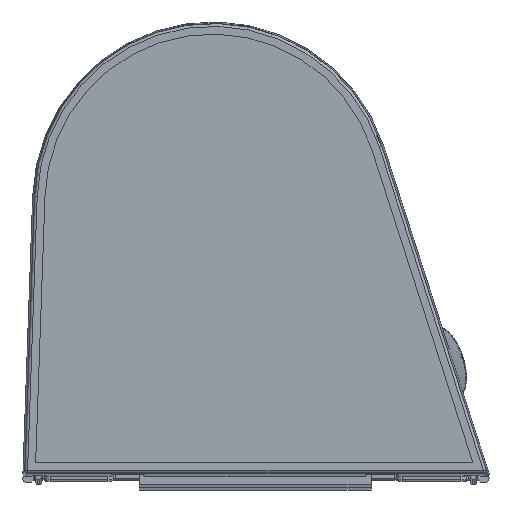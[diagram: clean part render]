
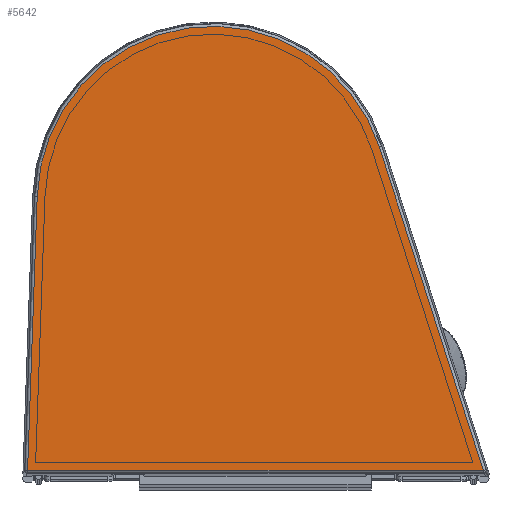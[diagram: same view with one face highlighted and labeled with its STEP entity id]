
A CAD part, top view. The second image highlights one B-rep face of the part: STEP entity #5642.
In plain terms, the highlighted face is planar.
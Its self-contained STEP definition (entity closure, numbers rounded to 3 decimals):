
#893 = EDGE_LOOP ( 'NONE', ( #5675, #15101, #12092, #4032 ) ) ;
#1050 = AXIS2_PLACEMENT_3D ( 'NONE', #1415, #9449, #1760 ) ;
#1054 = VERTEX_POINT ( 'NONE', #16735 ) ;
#1362 = LINE ( 'NONE', #17136, #5471 ) ;
#1415 = CARTESIAN_POINT ( 'NONE',  ( 7.521, -280.5, -49.994 ) ) ;
#1539 = LINE ( 'NONE', #14703, #3097 ) ;
#1760 = DIRECTION ( 'NONE',  ( 1., 0., -0.03 ) ) ;
#3097 = VECTOR ( 'NONE', #13144, 1000. ) ;
#4030 = VERTEX_POINT ( 'NONE', #8491 ) ;
#4032 = ORIENTED_EDGE ( 'NONE', *, *, #8511, .F. ) ;
#4508 = DIRECTION ( 'NONE',  ( 0., -1., 0. ) ) ;
#4662 = EDGE_CURVE ( 'NONE', #5079, #4030, #1539, .T. ) ;
#4818 = CARTESIAN_POINT ( 'NONE',  ( 40.211, -280.5, -2.507 ) ) ;
#4991 = CARTESIAN_POINT ( 'NONE',  ( -21.931, -280.5, -59.682 ) ) ;
#5079 = VERTEX_POINT ( 'NONE', #4818 ) ;
#5471 = VECTOR ( 'NONE', #14522, 1000. ) ;
#5532 = VECTOR ( 'NONE', #13990, 1000. ) ;
#5642 = ADVANCED_FACE ( 'NONE', ( #13585 ), #12285, .T. ) ;
#5675 = ORIENTED_EDGE ( 'NONE', *, *, #11603, .F. ) ;
#8491 = CARTESIAN_POINT ( 'NONE',  ( -40.343, -280.5, -2.507 ) ) ;
#8506 = CIRCLE ( 'NONE', #1050, 31.005 ) ;
#8511 = EDGE_CURVE ( 'NONE', #16775, #4030, #1362, .T. ) ;
#9449 = DIRECTION ( 'NONE',  ( 0., 1., 0. ) ) ;
#10969 = LINE ( 'NONE', #15048, #5532 ) ;
#11603 = EDGE_CURVE ( 'NONE', #1054, #16775, #8506, .T. ) ;
#12092 = ORIENTED_EDGE ( 'NONE', *, *, #4662, .T. ) ;
#12285 = PLANE ( 'NONE',  #15815 ) ;
#13144 = DIRECTION ( 'NONE',  ( -1., 0., 0. ) ) ;
#13585 = FACE_OUTER_BOUND ( 'NONE', #893, .T. ) ;
#13990 = DIRECTION ( 'NONE',  ( -0.035, 0., -0.999 ) ) ;
#14522 = DIRECTION ( 'NONE',  ( -0.307, 0., 0.952 ) ) ;
#14703 = CARTESIAN_POINT ( 'NONE',  ( 40.211, -280.5, -2.507 ) ) ;
#14855 = EDGE_CURVE ( 'NONE', #5079, #1054, #10969, .T. ) ;
#15048 = CARTESIAN_POINT ( 'NONE',  ( 40.211, -280.5, -2.507 ) ) ;
#15065 = DIRECTION ( 'NONE',  ( -1., 0., 0. ) ) ;
#15101 = ORIENTED_EDGE ( 'NONE', *, *, #14855, .F. ) ;
#15815 = AXIS2_PLACEMENT_3D ( 'NONE', #16043, #4508, #15065 ) ;
#16043 = CARTESIAN_POINT ( 'NONE',  ( 0., -280.5, -6. ) ) ;
#16735 = CARTESIAN_POINT ( 'NONE',  ( 38.511, -280.5, -50.933 ) ) ;
#16775 = VERTEX_POINT ( 'NONE', #4991 ) ;
#17136 = CARTESIAN_POINT ( 'NONE',  ( -21.931, -280.5, -59.682 ) ) ;
